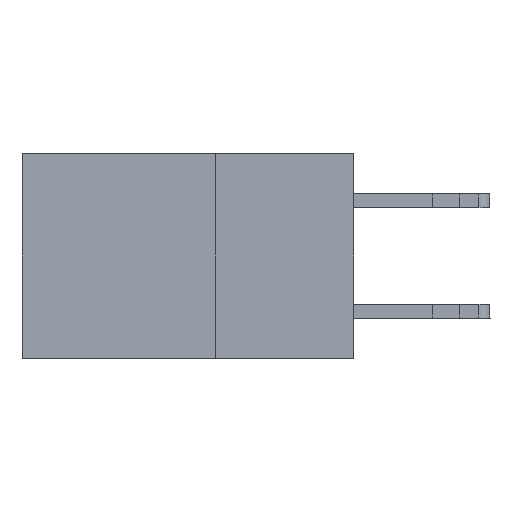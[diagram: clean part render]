
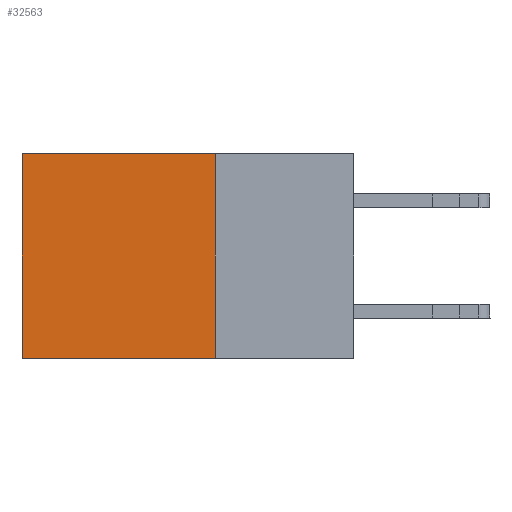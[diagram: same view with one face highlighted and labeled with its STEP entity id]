
A CAD part, left-side view. The second image highlights one B-rep face of the part: STEP entity #32563.
In plain terms, the highlighted planar face has unit normal (-1, 0, 0).
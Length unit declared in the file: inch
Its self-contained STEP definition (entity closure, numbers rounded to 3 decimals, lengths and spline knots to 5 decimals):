
#1251 = CARTESIAN_POINT ( 'NONE',  ( 0.2875, 0.25, 0. ) ) ;
#1674 = VECTOR ( 'NONE', #12596, 39.37008 ) ;
#1963 = CARTESIAN_POINT ( 'NONE',  ( 0.2875, 0.25, 0. ) ) ;
#5539 = ORIENTED_EDGE ( 'NONE', *, *, #7145, .F. ) ;
#7145 = EDGE_CURVE ( 'NONE', #27412, #21143, #9519, .T. ) ;
#7704 = ORIENTED_EDGE ( 'NONE', *, *, #27067, .F. ) ;
#9519 = LINE ( 'NONE', #14510, #1674 ) ;
#9695 = CARTESIAN_POINT ( 'NONE',  ( 0.2875, 0.6, 0. ) ) ;
#9700 = LINE ( 'NONE', #9695, #28883 ) ;
#12506 = DIRECTION ( 'NONE',  ( 0., 1., 0. ) ) ;
#12596 = DIRECTION ( 'NONE',  ( 0., 1., 0. ) ) ;
#12728 = ORIENTED_EDGE ( 'NONE', *, *, #16385, .T. ) ;
#14510 = CARTESIAN_POINT ( 'NONE',  ( 0.2875, 0.25, -0.37 ) ) ;
#14984 = DIRECTION ( 'NONE',  ( 0., 0., -1. ) ) ;
#15123 = DIRECTION ( 'NONE',  ( 0., 0., -1. ) ) ;
#15683 = LINE ( 'NONE', #1251, #27653 ) ;
#16385 = EDGE_CURVE ( 'NONE', #18291, #24536, #29759, .T. ) ;
#16497 = EDGE_LOOP ( 'NONE', ( #21173, #5539, #7704, #12728 ) ) ;
#16922 = CARTESIAN_POINT ( 'NONE',  ( 0.2875, 0.6, -0.37 ) ) ;
#17002 = CARTESIAN_POINT ( 'NONE',  ( 0.2875, 0.25, 0. ) ) ;
#18291 = VERTEX_POINT ( 'NONE', #1963 ) ;
#19444 = PLANE ( 'NONE',  #20113 ) ;
#20113 = AXIS2_PLACEMENT_3D ( 'NONE', #17002, #32060, #27057 ) ;
#20706 = CARTESIAN_POINT ( 'NONE',  ( 0.2875, 0.25, -0.37 ) ) ;
#21143 = VERTEX_POINT ( 'NONE', #16922 ) ;
#21173 = ORIENTED_EDGE ( 'NONE', *, *, #31606, .T. ) ;
#21346 = VECTOR ( 'NONE', #12506, 39.37008 ) ;
#21631 = FACE_OUTER_BOUND ( 'NONE', #16497, .T. ) ;
#24536 = VERTEX_POINT ( 'NONE', #26456 ) ;
#24640 = CARTESIAN_POINT ( 'NONE',  ( 0.2875, 0.25, 0. ) ) ;
#26456 = CARTESIAN_POINT ( 'NONE',  ( 0.2875, 0.6, 0. ) ) ;
#27057 = DIRECTION ( 'NONE',  ( 0., 0., -1. ) ) ;
#27067 = EDGE_CURVE ( 'NONE', #18291, #27412, #15683, .T. ) ;
#27412 = VERTEX_POINT ( 'NONE', #20706 ) ;
#27653 = VECTOR ( 'NONE', #14984, 39.37008 ) ;
#28883 = VECTOR ( 'NONE', #15123, 39.37008 ) ;
#29759 = LINE ( 'NONE', #24640, #21346 ) ;
#31606 = EDGE_CURVE ( 'NONE', #24536, #21143, #9700, .T. ) ;
#32060 = DIRECTION ( 'NONE',  ( 1., 0., 0. ) ) ;
#32563 = ADVANCED_FACE ( 'NONE', ( #21631 ), #19444, .F. ) ;
